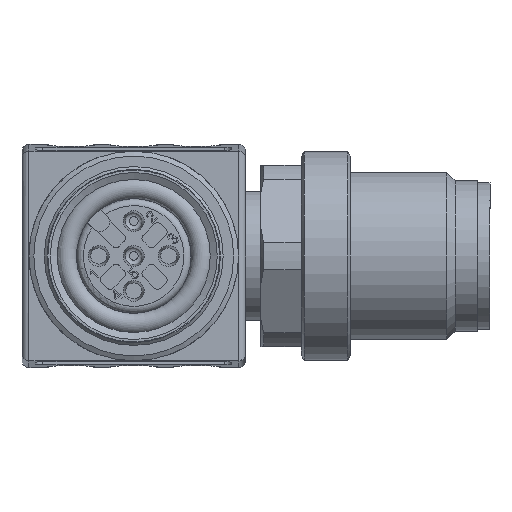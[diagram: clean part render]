
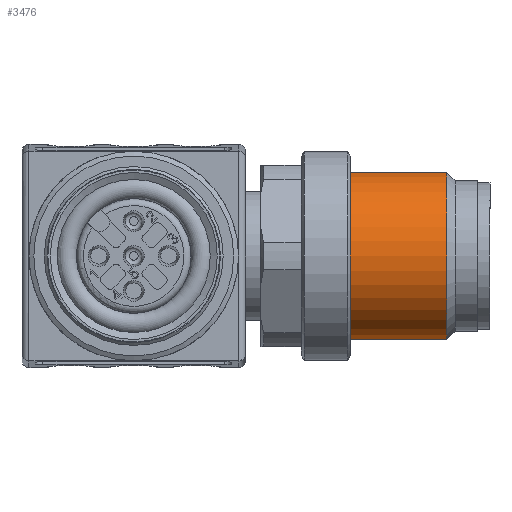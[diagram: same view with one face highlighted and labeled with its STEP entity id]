
A CAD part, left-side view. The second image highlights one B-rep face of the part: STEP entity #3476.
In plain terms, the highlighted cylindrical face has radius 6 mm (diameter 12 mm), a full revolution.
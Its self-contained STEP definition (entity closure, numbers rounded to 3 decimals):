
#563=CYLINDRICAL_SURFACE('',#10909,6.);
#3476=ADVANCED_FACE('',(#3690,#3691),#563,.T.);
#3690=FACE_BOUND('',#4372,.T.);
#3691=FACE_BOUND('',#4373,.T.);
#4372=EDGE_LOOP('',(#7128));
#4373=EDGE_LOOP('',(#7129));
#7128=ORIENTED_EDGE('',*,*,#9534,.F.);
#7129=ORIENTED_EDGE('',*,*,#9535,.T.);
#8131=VERTEX_POINT('',#19306);
#8132=VERTEX_POINT('',#19309);
#9534=EDGE_CURVE('',#8131,#8131,#10009,.T.);
#9535=EDGE_CURVE('',#8132,#8132,#10010,.T.);
#10009=CIRCLE('',#10906,6.);
#10010=CIRCLE('',#10908,6.);
#10906=AXIS2_PLACEMENT_3D('',#19305,#13351,#13352);
#10908=AXIS2_PLACEMENT_3D('',#19308,#13355,#13356);
#10909=AXIS2_PLACEMENT_3D('',#19310,#13357,#13358);
#13351=DIRECTION('',(0.,-1.,0.));
#13352=DIRECTION('',(0.5,0.,-0.866));
#13355=DIRECTION('',(0.,-1.,0.));
#13356=DIRECTION('',(0.866,0.,-0.5));
#13357=DIRECTION('',(0.,-1.,0.));
#13358=DIRECTION('',(0.5,0.,-0.866));
#19305=CARTESIAN_POINT('',(177.101,-22.4,0.));
#19306=CARTESIAN_POINT('',(180.101,-22.4,-5.196));
#19308=CARTESIAN_POINT('',(177.101,-15.5,0.));
#19309=CARTESIAN_POINT('',(182.297,-15.5,-3.));
#19310=CARTESIAN_POINT('',(177.101,-24.5,0.));
